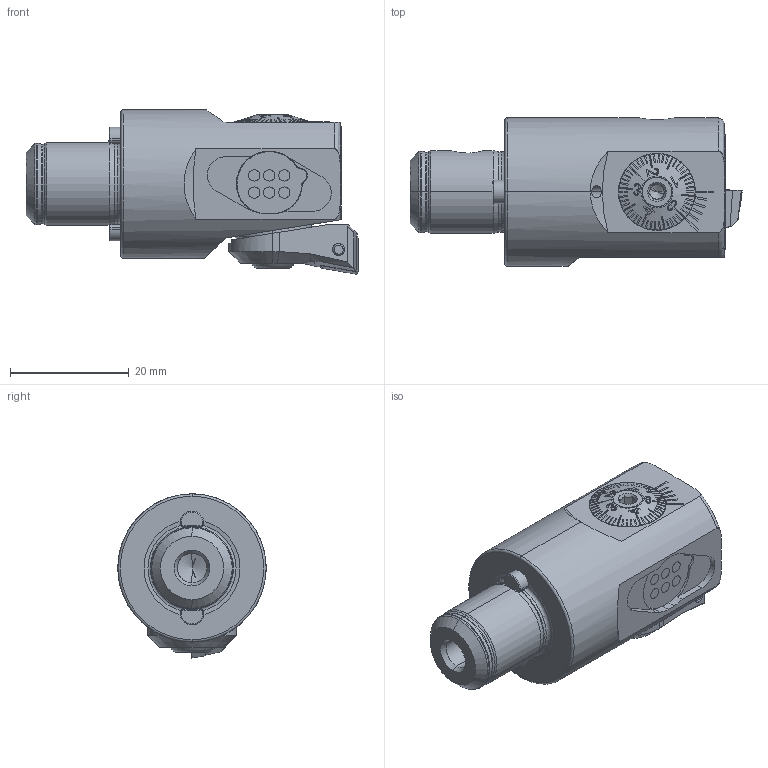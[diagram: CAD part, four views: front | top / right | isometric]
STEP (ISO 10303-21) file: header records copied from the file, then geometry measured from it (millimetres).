
FILE_DESCRIPTION (( 'STEP AP214' ), '1' );
FILE_NAME ('ST2-F25.DA2.040.STEP', '2017-02-15T08:44:28', ( 'SWIAdmin' ), ( 'Hewlett-Packard Company' ), 'SwSTEP 2.0', 'SolidWorks 2015', '' );
FILE_SCHEMA (( 'AUTOMOTIVE_DESIGN' ));
Length unit declared in the file: millimetre
Products named in the file (22): WCA-ER2.001.006_A; CCMT060204; F25-WCA.001.006_C_fertigbearbeitet; F25-ER1.101.008_A; ST2-ER2.001.006_A; ST2-F25.DA1.040_A; Klebstoff D5; PEE-DA1.011.026_A; ST2-F25.DA2.040; T7 M2.5 x 6_PreviewCfg; ISO 4026 - M5 x 4_PreviewCfg; F25-BG3.005.018_A_Abgedreht; F25-BG1.DA2.013_Aktuell 0.6.2014-M1x2; Fxx-MAB.xxx.xxx_A_F25x1x2; F25-BG1.009.006_A; F25-BG2.008.009_A; DIN 3771 - 11x1; F25-BG2.013.004_A; F25-BG2.013.003_A; F25-BG2.010.011_A; F25-BG1.DA1.013_B_Aktuell 06.2014-M1x2; F25-WCA.001.006
Assembly tree (22 placements, depth 3):
  ST2-F25.DA2.040
    ST2-F25.DA1.040_A
    F25-ER1.101.008_A
    F25-WCA.001.006
      F25-WCA.001.006_C_fertigbearbeitet
      CCMT060204
      WCA-ER2.001.006_A
    F25-BG1.DA2.013_Aktuell 0.6.2014-M1x2
      F25-BG1.DA1.013_B_Aktuell 06.2014-M1x2
      F25-BG2.010.011_A
      F25-BG2.013.003_A
      F25-BG2.013.004_A
      DIN 3771 - 11x1
      F25-BG2.008.009_A
      F25-BG1.009.006_A
      Fxx-MAB.xxx.xxx_A_F25x1x2
    F25-BG3.005.018_A_Abgedreht
    ISO 4026 - M5 x 4_PreviewCfg
    T7 M2.5 x 6_PreviewCfg
    PEE-DA1.011.026_A
    Klebstoff D5
    ST2-ER2.001.006_A  x2
Bounding box: 56 x 25 x 27.7 mm (x, y, z)
Volume: 18312.2 mm3; surface area: 11738.4 mm2
Topology: 22 solids, 22 shells, 949 faces, 2400 edges, 1506 vertices
Faces by surface type: plane 399, cone 219, cylinder 211, torus 71, bspline 47, sphere 2
Entity records: 33055 total; most frequent: CARTESIAN_POINT 9357, ORIENTED_EDGE 4672, DIRECTION 4249, EDGE_CURVE 2336, AXIS2_PLACEMENT_3D 1641, VERTEX_POINT 1479, EDGE_LOOP 991, VECTOR 967
